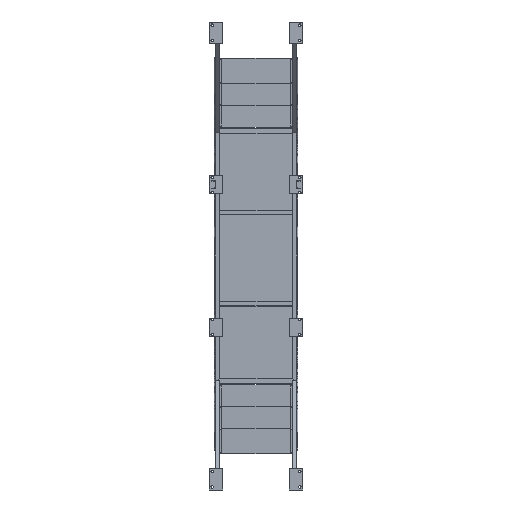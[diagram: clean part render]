
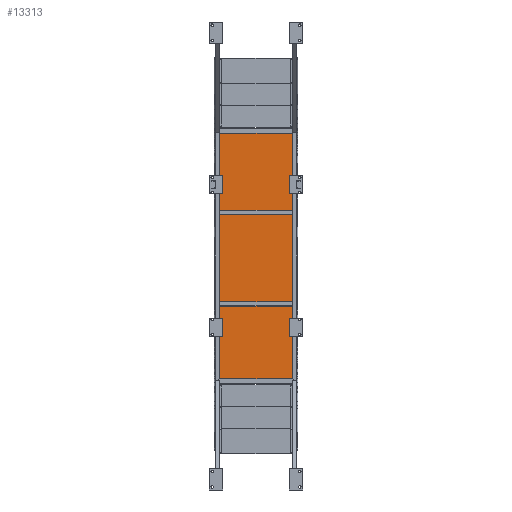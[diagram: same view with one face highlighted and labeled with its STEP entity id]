
A CAD part, front view. The second image highlights one B-rep face of the part: STEP entity #13313.
In plain terms, the highlighted free-form (B-spline) face has degree [1, 1] with [2, 2] control points.
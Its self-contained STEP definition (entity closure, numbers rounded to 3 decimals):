
#13193 = EDGE_CURVE('',#13194,#13196,#13198,.T.);
#13194 = VERTEX_POINT('',#13195);
#13195 = CARTESIAN_POINT('',(-427.269,85.454,
    -1336.591));
#13196 = VERTEX_POINT('',#13197);
#13197 = CARTESIAN_POINT('',(-427.269,85.454,
    1335.214));
#13198 = B_SPLINE_CURVE_WITH_KNOTS('',1,(#13199,#13200),.UNSPECIFIED.,
  .F.,.F.,(2,2),(0.,2501.289),.PIECEWISE_BEZIER_KNOTS.);
#13199 = CARTESIAN_POINT('',(-427.269,85.454,
    -1336.591));
#13200 = CARTESIAN_POINT('',(-427.269,85.454,
    1335.214));
#13229 = EDGE_CURVE('',#13196,#13230,#13232,.T.);
#13230 = VERTEX_POINT('',#13231);
#13231 = CARTESIAN_POINT('',(427.269,85.454,
    1335.214));
#13232 = B_SPLINE_CURVE_WITH_KNOTS('',1,(#13233,#13234),.UNSPECIFIED.,
  .F.,.F.,(2,2),(0.,800.),.PIECEWISE_BEZIER_KNOTS.);
#13233 = CARTESIAN_POINT('',(-427.269,85.454,
    1335.214));
#13234 = CARTESIAN_POINT('',(427.269,85.454,
    1335.214));
#13257 = EDGE_CURVE('',#13230,#13258,#13260,.T.);
#13258 = VERTEX_POINT('',#13259);
#13259 = CARTESIAN_POINT('',(427.269,85.454,
    -1336.591));
#13260 = B_SPLINE_CURVE_WITH_KNOTS('',1,(#13261,#13262),.UNSPECIFIED.,
  .F.,.F.,(2,2),(-2501.289,-0.),.PIECEWISE_BEZIER_KNOTS.);
#13261 = CARTESIAN_POINT('',(427.269,85.454,
    1335.214));
#13262 = CARTESIAN_POINT('',(427.269,85.454,
    -1336.591));
#13285 = EDGE_CURVE('',#13258,#13194,#13286,.T.);
#13286 = B_SPLINE_CURVE_WITH_KNOTS('',1,(#13287,#13288),.UNSPECIFIED.,
  .F.,.F.,(2,2),(-800.,0.),.PIECEWISE_BEZIER_KNOTS.);
#13287 = CARTESIAN_POINT('',(427.269,85.454,
    -1336.591));
#13288 = CARTESIAN_POINT('',(-427.269,85.454,
    -1336.591));
#13313 = ADVANCED_FACE('',(#13314),#13320,.F.);
#13314 = FACE_BOUND('',#13315,.T.);
#13315 = EDGE_LOOP('',(#13316,#13317,#13318,#13319));
#13316 = ORIENTED_EDGE('',*,*,#13193,.F.);
#13317 = ORIENTED_EDGE('',*,*,#13285,.F.);
#13318 = ORIENTED_EDGE('',*,*,#13257,.F.);
#13319 = ORIENTED_EDGE('',*,*,#13229,.F.);
#13320 = B_SPLINE_SURFACE_WITH_KNOTS('',1,1,(
    (#13321,#13322)
    ,(#13323,#13324
  )),.UNSPECIFIED.,.F.,.F.,.F.,(2,2),(2,2),(-400.,400.),(
    -1251.289,1250.),.PIECEWISE_BEZIER_KNOTS.);
#13321 = CARTESIAN_POINT('',(427.269,85.454,
    -1336.591));
#13322 = CARTESIAN_POINT('',(427.269,85.454,
    1335.214));
#13323 = CARTESIAN_POINT('',(-427.269,85.454,
    -1336.591));
#13324 = CARTESIAN_POINT('',(-427.269,85.454,
    1335.214));
